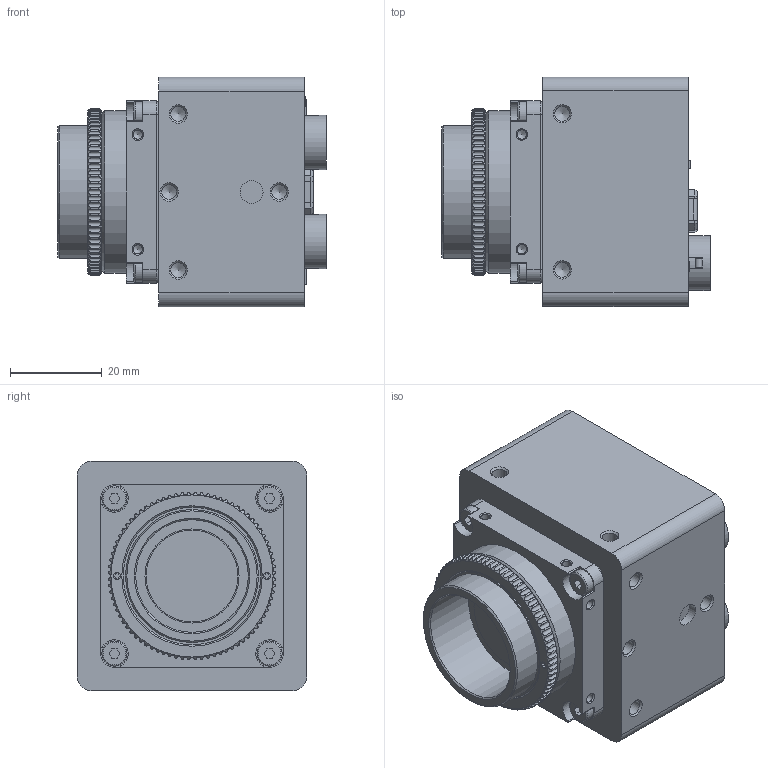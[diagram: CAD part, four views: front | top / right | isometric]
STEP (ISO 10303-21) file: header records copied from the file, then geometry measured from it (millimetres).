
FILE_DESCRIPTION( ( 'STEP AP214' ), '1' );
FILE_NAME( 'BALLUFF BVS CA-GX2-0016ZG-121120-001.stp', '2022-02-10T16:26:27', ( 'License CC BY-ND 4.0' ), ( 'CADENAS' ), ' ', 'PARTsolutions', ' ' );
FILE_SCHEMA( ( 'AUTOMOTIVE_DESIGN { 1 0 10303 214 1 1 1 1 }' ) );
Length unit declared in the file: millimetre
Products named in the file (3): BALLUFF BVS CA-GX2-0016ZG-121120-001; _BALLUFF GX212_housing; _BALLUFF GX22_lensholder
Assembly tree (2 placements, depth 2):
  BALLUFF BVS CA-GX2-0016ZG-121120-001
    _BALLUFF GX212_housing
    _BALLUFF GX22_lensholder
Bounding box: 58.42 x 50 x 50 mm (x, y, z)
Volume: 93502.7 mm3; surface area: 26890.4 mm2
Topology: 2 solids, 2 shells, 783 faces, 1980 edges, 1294 vertices
Faces by surface type: plane 421, cylinder 296, cone 62, torus 4
Full cylindrical faces by diameter (mm): 0.7 x24, 1.6 x2, 2 x4, 2.013 x8, 2.2 x1, 3.242 x10, 4.976 x1, 5.5 x4, 7.7 x2, 10 x2, 11.9 x2, 14 x2, 14.5 x2, 20 x1, 20.5 x1, 24.541 x1, 29 x1, 30 x1, 35.5 x1
Entity records: 30924 total; most frequent: CARTESIAN_POINT 6430, DIRECTION 3692, ORIENTED_EDGE 3612, EDGE_CURVE 1806, AXIS2_PLACEMENT_3D 1296, VERTEX_POINT 1262, LINE 1100, VECTOR 1100
